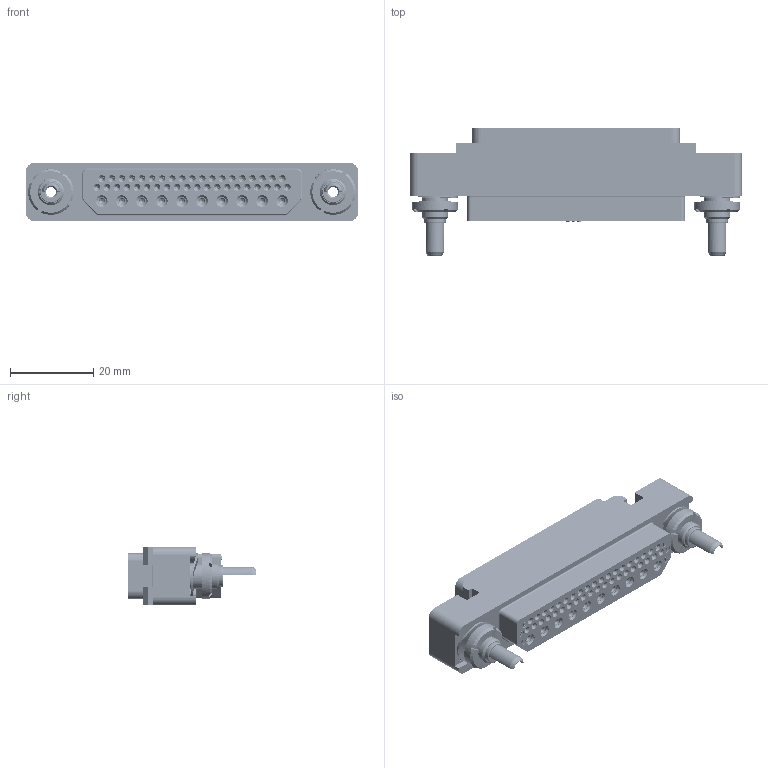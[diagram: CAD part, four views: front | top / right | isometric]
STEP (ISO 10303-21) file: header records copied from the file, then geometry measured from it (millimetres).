
FILE_DESCRIPTION((''),'2;1');
FILE_NAME('1900ND03S1B00B','2020-08-03T',('presta_be4'),(''),'CREO PARAMETRIC BY PTC INC, 2018360','CREO PARAMETRIC BY PTC INC, 2018360','');
FILE_SCHEMA(('CONFIG_CONTROL_DESIGN'));
Products named in the file (1): 1900ND03S1B00B
Bounding box: 80 x 30.77 x 14 mm (x, y, z)
Volume: 14538.7 mm3; surface area: 24110.9 mm2
Topology: 23 solids, 27 shells, 8639 faces, 21422 edges, 13072 vertices
Faces by surface type: plane 2954, cylinder 2782, torus 1452, cone 1223, sphere 156, bspline 46, extrusion 26
Entity records: 322239 total; most frequent: CARTESIAN_POINT 115226, DIRECTION 45059, ORIENTED_EDGE 42412, EDGE_CURVE 21206, AXIS2_PLACEMENT_3D 17601, VERTEX_POINT 13072, VECTOR 9857, LINE 9831
